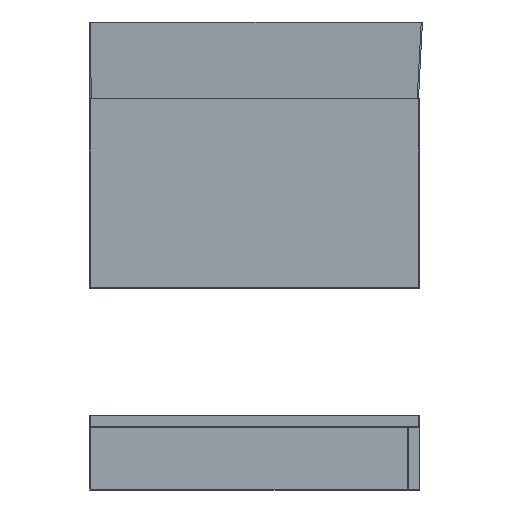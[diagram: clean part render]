
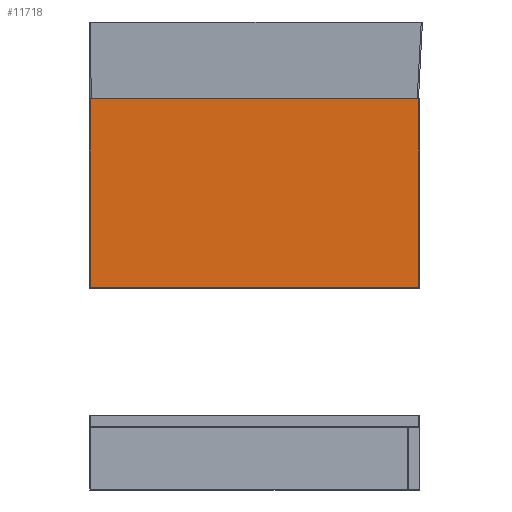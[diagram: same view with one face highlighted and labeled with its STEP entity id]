
A CAD part, left-side view. The second image highlights one B-rep face of the part: STEP entity #11718.
In plain terms, the highlighted planar face has unit normal (-1, 0, 0).
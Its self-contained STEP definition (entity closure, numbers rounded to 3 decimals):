
#917=PLANE('',#12752);
#1939=LINE('',#46848,#3018);
#1943=LINE('',#46856,#3022);
#1946=LINE('',#46862,#3025);
#1949=LINE('',#46867,#3028);
#3018=VECTOR('',#15564,1.);
#3022=VECTOR('',#15570,1.);
#3025=VECTOR('',#15575,1.);
#3028=VECTOR('',#15580,1.);
#3972=FACE_OUTER_BOUND('',#4711,.T.);
#4711=EDGE_LOOP('',(#10848,#10849,#10850,#10851));
#5980=VERTEX_POINT('',#46846);
#5981=VERTEX_POINT('',#46847);
#5984=VERTEX_POINT('',#46855);
#5986=VERTEX_POINT('',#46861);
#7604=EDGE_CURVE('',#5980,#5981,#1939,.T.);
#7608=EDGE_CURVE('',#5984,#5980,#1943,.T.);
#7611=EDGE_CURVE('',#5986,#5984,#1946,.T.);
#7614=EDGE_CURVE('',#5981,#5986,#1949,.T.);
#10848=ORIENTED_EDGE('',*,*,#7604,.T.);
#10849=ORIENTED_EDGE('',*,*,#7614,.T.);
#10850=ORIENTED_EDGE('',*,*,#7611,.T.);
#10851=ORIENTED_EDGE('',*,*,#7608,.T.);
#11718=ADVANCED_FACE('',(#3972),#917,.F.);
#12752=AXIS2_PLACEMENT_3D('',#46870,#15584,#15585);
#15564=DIRECTION('',(0.,1.,0.));
#15570=DIRECTION('',(0.,0.,1.));
#15575=DIRECTION('',(0.,-1.,0.));
#15580=DIRECTION('',(0.,0.,-1.));
#15584=DIRECTION('center_axis',(1.,0.,0.));
#15585=DIRECTION('ref_axis',(0.,0.,-1.));
#46846=CARTESIAN_POINT('',(-785.,-519.,299.));
#46847=CARTESIAN_POINT('',(-785.,-1.,299.));
#46848=CARTESIAN_POINT('',(-785.,-389.5,299.));
#46855=CARTESIAN_POINT('',(-785.,-519.,1.));
#46856=CARTESIAN_POINT('',(-785.,-519.,75.5));
#46861=CARTESIAN_POINT('',(-785.,-1.,1.));
#46862=CARTESIAN_POINT('',(-785.,-130.5,1.));
#46867=CARTESIAN_POINT('',(-785.,-1.,224.5));
#46870=CARTESIAN_POINT('Origin',(-785.,-260.,150.));
